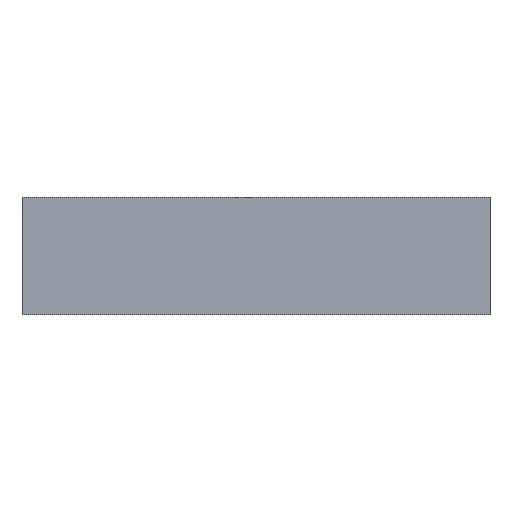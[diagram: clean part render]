
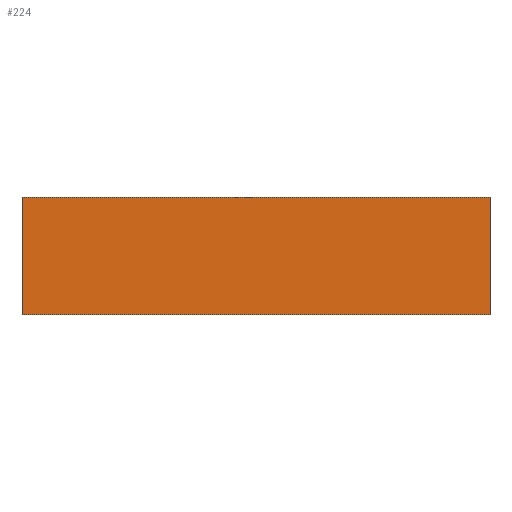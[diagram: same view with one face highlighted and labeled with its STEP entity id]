
A CAD part, front view. The second image highlights one B-rep face of the part: STEP entity #224.
In plain terms, the highlighted planar face has unit normal (0, -1, 0).
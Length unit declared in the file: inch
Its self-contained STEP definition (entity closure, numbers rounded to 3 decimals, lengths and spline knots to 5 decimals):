
#4 = ORIENTED_EDGE ( 'NONE', *, *, #313, .T. ) ;
#66 = VERTEX_POINT ( 'NONE', #928 ) ;
#109 = LINE ( 'NONE', #111, #811 ) ;
#111 = CARTESIAN_POINT ( 'NONE',  ( -0.5, -2., -0.125 ) ) ;
#187 = DIRECTION ( 'NONE',  ( 0., -1., 0. ) ) ;
#204 = CARTESIAN_POINT ( 'NONE',  ( 0., -2., -0.25 ) ) ;
#218 = CARTESIAN_POINT ( 'NONE',  ( -0.5, -2., 0. ) ) ;
#224 = ADVANCED_FACE ( 'NONE', ( #835 ), #545, .T. ) ;
#282 = VECTOR ( 'NONE', #724, 39.37008 ) ;
#289 = VERTEX_POINT ( 'NONE', #390 ) ;
#294 = VERTEX_POINT ( 'NONE', #643 ) ;
#313 = EDGE_CURVE ( 'NONE', #294, #66, #351, .T. ) ;
#351 = LINE ( 'NONE', #204, #694 ) ;
#353 = AXIS2_PLACEMENT_3D ( 'NONE', #540, #187, #479 ) ;
#379 = CARTESIAN_POINT ( 'NONE',  ( 0., -2., 0. ) ) ;
#390 = CARTESIAN_POINT ( 'NONE',  ( 0.5, -2., 0. ) ) ;
#405 = EDGE_CURVE ( 'NONE', #294, #738, #109, .T. ) ;
#412 = DIRECTION ( 'NONE',  ( 0., 0., 1. ) ) ;
#479 = DIRECTION ( 'NONE',  ( 0., 0., -1. ) ) ;
#490 = VECTOR ( 'NONE', #824, 39.37008 ) ;
#494 = ORIENTED_EDGE ( 'NONE', *, *, #912, .F. ) ;
#514 = CARTESIAN_POINT ( 'NONE',  ( 0.5, -2., -0.125 ) ) ;
#530 = EDGE_LOOP ( 'NONE', ( #877, #494, #704, #4 ) ) ;
#540 = CARTESIAN_POINT ( 'NONE',  ( 0., -2., -0.125 ) ) ;
#545 = PLANE ( 'NONE',  #353 ) ;
#643 = CARTESIAN_POINT ( 'NONE',  ( -0.5, -2., -0.25 ) ) ;
#660 = LINE ( 'NONE', #514, #490 ) ;
#665 = LINE ( 'NONE', #379, #282 ) ;
#694 = VECTOR ( 'NONE', #695, 39.37008 ) ;
#695 = DIRECTION ( 'NONE',  ( 1., 0., 0. ) ) ;
#704 = ORIENTED_EDGE ( 'NONE', *, *, #405, .F. ) ;
#724 = DIRECTION ( 'NONE',  ( 1., 0., 0. ) ) ;
#738 = VERTEX_POINT ( 'NONE', #218 ) ;
#811 = VECTOR ( 'NONE', #412, 39.37008 ) ;
#824 = DIRECTION ( 'NONE',  ( 0., 0., -1. ) ) ;
#835 = FACE_OUTER_BOUND ( 'NONE', #530, .T. ) ;
#877 = ORIENTED_EDGE ( 'NONE', *, *, #908, .F. ) ;
#908 = EDGE_CURVE ( 'NONE', #289, #66, #660, .T. ) ;
#912 = EDGE_CURVE ( 'NONE', #738, #289, #665, .T. ) ;
#928 = CARTESIAN_POINT ( 'NONE',  ( 0.5, -2., -0.25 ) ) ;
